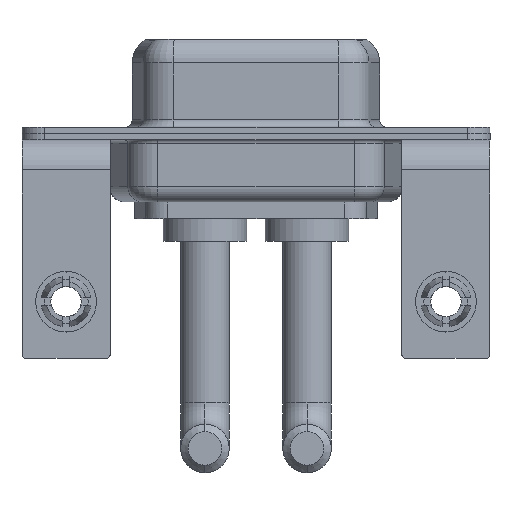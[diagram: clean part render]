
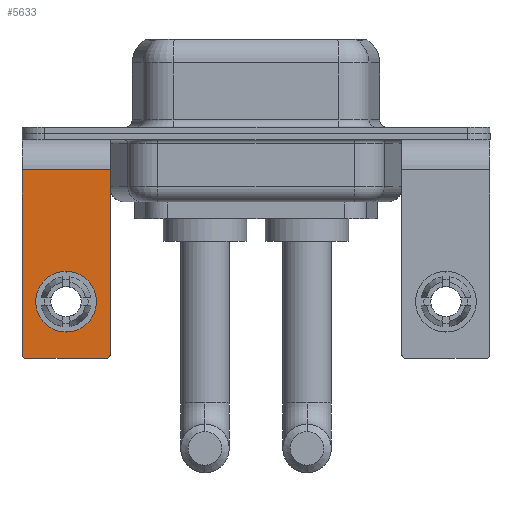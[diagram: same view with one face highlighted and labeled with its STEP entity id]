
A CAD part, front view. The second image highlights one B-rep face of the part: STEP entity #5633.
In plain terms, the highlighted planar face has unit normal (0, -1, 0).
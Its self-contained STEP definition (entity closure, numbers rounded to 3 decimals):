
#518 = DIRECTION ( 'NONE',  ( 0., -1., 0. ) ) ;
#626 = PLANE ( 'NONE',  #10632 ) ;
#720 = CARTESIAN_POINT ( 'NONE',  ( 2.9, -6.25, -2.4 ) ) ;
#778 = CARTESIAN_POINT ( 'NONE',  ( 2.9, -6.25, -2.4 ) ) ;
#895 = CARTESIAN_POINT ( 'NONE',  ( 0., -6.25, -9.07 ) ) ;
#908 = DIRECTION ( 'NONE',  ( -1., 0., 0. ) ) ;
#1006 = VERTEX_POINT ( 'NONE', #4823 ) ;
#1040 = ORIENTED_EDGE ( 'NONE', *, *, #2649, .T. ) ;
#1328 = DIRECTION ( 'NONE',  ( -1., 0., 0. ) ) ;
#1466 = LINE ( 'NONE', #7057, #6393 ) ;
#1616 = EDGE_LOOP ( 'NONE', ( #9103, #9956, #4069, #5296, #2037, #7017 ) ) ;
#1802 = EDGE_CURVE ( 'NONE', #8962, #9816, #1466, .T. ) ;
#2037 = ORIENTED_EDGE ( 'NONE', *, *, #7044, .F. ) ;
#2649 = EDGE_CURVE ( 'NONE', #4751, #2662, #5020, .T. ) ;
#2662 = VERTEX_POINT ( 'NONE', #895 ) ;
#2829 = DIRECTION ( 'NONE',  ( 0., 0., 1. ) ) ;
#3082 = DIRECTION ( 'NONE',  ( 0., -1., 0. ) ) ;
#3865 = CARTESIAN_POINT ( 'NONE',  ( 2.9, -6.25, -14.55 ) ) ;
#4069 = ORIENTED_EDGE ( 'NONE', *, *, #4843, .F. ) ;
#4084 = DIRECTION ( 'NONE',  ( 0., 1., 0. ) ) ;
#4369 = VERTEX_POINT ( 'NONE', #9665 ) ;
#4751 = VERTEX_POINT ( 'NONE', #11642 ) ;
#4823 = CARTESIAN_POINT ( 'NONE',  ( 2.65, -6.25, -14.8 ) ) ;
#4843 = EDGE_CURVE ( 'NONE', #1006, #4369, #6924, .T. ) ;
#5020 = CIRCLE ( 'NONE', #12531, 2. ) ;
#5283 = DIRECTION ( 'NONE',  ( 0., 1., 0. ) ) ;
#5296 = ORIENTED_EDGE ( 'NONE', *, *, #14142, .T. ) ;
#5411 = CARTESIAN_POINT ( 'NONE',  ( 2.9, -6.25, -2.4 ) ) ;
#5633 = ADVANCED_FACE ( 'NONE', ( #8592, #14015 ), #626, .F. ) ;
#5692 = DIRECTION ( 'NONE',  ( 0., 1., 0. ) ) ;
#6083 = EDGE_LOOP ( 'NONE', ( #1040, #14008 ) ) ;
#6109 = CARTESIAN_POINT ( 'NONE',  ( 2.65, -6.25, -14.55 ) ) ;
#6220 = AXIS2_PLACEMENT_3D ( 'NONE', #6109, #518, #9507 ) ;
#6393 = VECTOR ( 'NONE', #11336, 1000. ) ;
#6403 = DIRECTION ( 'NONE',  ( 0., 0., -1. ) ) ;
#6574 = DIRECTION ( 'NONE',  ( 0., 0., 1. ) ) ;
#6649 = CARTESIAN_POINT ( 'NONE',  ( 0., -6.25, -11.07 ) ) ;
#6924 = LINE ( 'NONE', #11416, #8738 ) ;
#7017 = ORIENTED_EDGE ( 'NONE', *, *, #9820, .T. ) ;
#7044 = EDGE_CURVE ( 'NONE', #8662, #12157, #13097, .T. ) ;
#7057 = CARTESIAN_POINT ( 'NONE',  ( -2.9, -6.25, -2.4 ) ) ;
#7106 = EDGE_CURVE ( 'NONE', #9816, #4369, #13850, .T. ) ;
#7511 = AXIS2_PLACEMENT_3D ( 'NONE', #9717, #3082, #12076 ) ;
#7838 = LINE ( 'NONE', #5411, #11786 ) ;
#8122 = CARTESIAN_POINT ( 'NONE',  ( 2.9, -6.25, -2.4 ) ) ;
#8573 = DIRECTION ( 'NONE',  ( 0., 0., 1. ) ) ;
#8592 = FACE_BOUND ( 'NONE', #6083, .T. ) ;
#8662 = VERTEX_POINT ( 'NONE', #8122 ) ;
#8711 = CARTESIAN_POINT ( 'NONE',  ( 0., -6.25, -11.07 ) ) ;
#8738 = VECTOR ( 'NONE', #1328, 1000. ) ;
#8887 = EDGE_CURVE ( 'NONE', #2662, #4751, #9163, .T. ) ;
#8962 = VERTEX_POINT ( 'NONE', #12107 ) ;
#9103 = ORIENTED_EDGE ( 'NONE', *, *, #1802, .T. ) ;
#9163 = CIRCLE ( 'NONE', #12003, 2. ) ;
#9507 = DIRECTION ( 'NONE',  ( 0., 0., 1. ) ) ;
#9665 = CARTESIAN_POINT ( 'NONE',  ( -2.65, -6.25, -14.8 ) ) ;
#9717 = CARTESIAN_POINT ( 'NONE',  ( -2.65, -6.25, -14.55 ) ) ;
#9816 = VERTEX_POINT ( 'NONE', #11832 ) ;
#9820 = EDGE_CURVE ( 'NONE', #8662, #8962, #7838, .T. ) ;
#9870 = VECTOR ( 'NONE', #6403, 1000. ) ;
#9956 = ORIENTED_EDGE ( 'NONE', *, *, #7106, .T. ) ;
#10632 = AXIS2_PLACEMENT_3D ( 'NONE', #778, #5283, #2829 ) ;
#11336 = DIRECTION ( 'NONE',  ( 0., 0., -1. ) ) ;
#11416 = CARTESIAN_POINT ( 'NONE',  ( 2.9, -6.25, -14.8 ) ) ;
#11642 = CARTESIAN_POINT ( 'NONE',  ( 0., -6.25, -13.07 ) ) ;
#11786 = VECTOR ( 'NONE', #908, 1000. ) ;
#11832 = CARTESIAN_POINT ( 'NONE',  ( -2.9, -6.25, -14.55 ) ) ;
#12003 = AXIS2_PLACEMENT_3D ( 'NONE', #6649, #4084, #8573 ) ;
#12076 = DIRECTION ( 'NONE',  ( 0., 0., 1. ) ) ;
#12107 = CARTESIAN_POINT ( 'NONE',  ( -2.9, -6.25, -2.4 ) ) ;
#12157 = VERTEX_POINT ( 'NONE', #3865 ) ;
#12531 = AXIS2_PLACEMENT_3D ( 'NONE', #8711, #5692, #6574 ) ;
#13097 = LINE ( 'NONE', #720, #9870 ) ;
#13732 = CIRCLE ( 'NONE', #6220, 0.25 ) ;
#13850 = CIRCLE ( 'NONE', #7511, 0.25 ) ;
#14008 = ORIENTED_EDGE ( 'NONE', *, *, #8887, .T. ) ;
#14015 = FACE_OUTER_BOUND ( 'NONE', #1616, .T. ) ;
#14142 = EDGE_CURVE ( 'NONE', #1006, #12157, #13732, .T. ) ;
